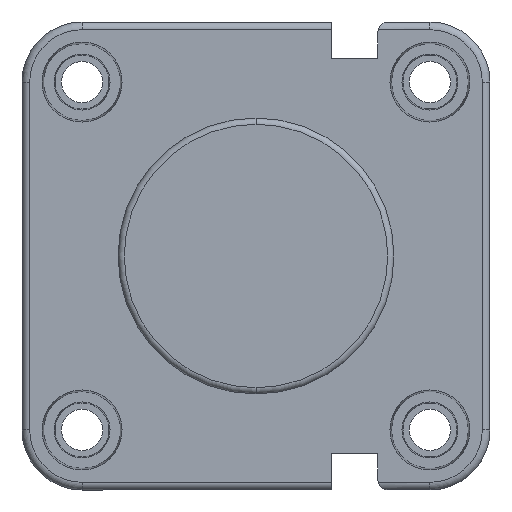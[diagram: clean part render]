
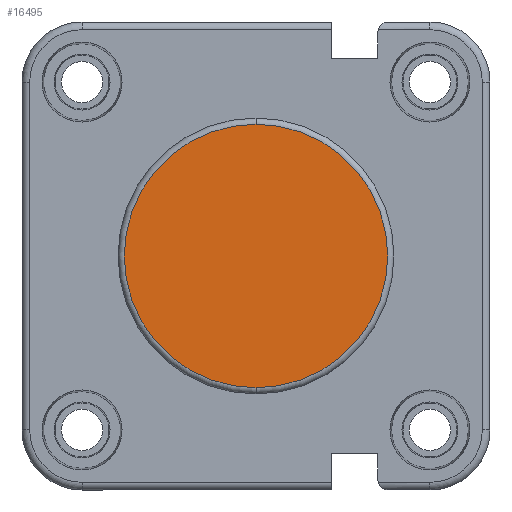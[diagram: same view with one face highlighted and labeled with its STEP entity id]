
A CAD part, left-side view. The second image highlights one B-rep face of the part: STEP entity #16495.
In plain terms, the highlighted planar face has unit normal (-1, 0, 0).
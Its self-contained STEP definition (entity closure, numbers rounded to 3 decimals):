
#288 = DIRECTION ( 'NONE',  ( -1., 0., 0. ) ) ;
#339 = CIRCLE ( 'NONE', #14429, 21.4 ) ;
#351 = PLANE ( 'NONE',  #1656 ) ;
#728 = CARTESIAN_POINT ( 'NONE',  ( 0., 0., -21.4 ) ) ;
#1550 = CARTESIAN_POINT ( 'NONE',  ( 0., 0., 21.4 ) ) ;
#1656 = AXIS2_PLACEMENT_3D ( 'NONE', #1913, #288, #6333 ) ;
#1913 = CARTESIAN_POINT ( 'NONE',  ( 0., 0., 0. ) ) ;
#4513 = ORIENTED_EDGE ( 'NONE', *, *, #15968, .T. ) ;
#4526 = VERTEX_POINT ( 'NONE', #1550 ) ;
#5959 = EDGE_CURVE ( 'NONE', #4526, #10566, #6957, .T. ) ;
#6333 = DIRECTION ( 'NONE',  ( 0., 0., 1. ) ) ;
#6957 = CIRCLE ( 'NONE', #16844, 21.4 ) ;
#7603 = CARTESIAN_POINT ( 'NONE',  ( 0., 0., 0. ) ) ;
#10321 = ORIENTED_EDGE ( 'NONE', *, *, #5959, .T. ) ;
#10566 = VERTEX_POINT ( 'NONE', #728 ) ;
#11058 = FACE_OUTER_BOUND ( 'NONE', #17412, .T. ) ;
#12177 = DIRECTION ( 'NONE',  ( 0., 0., 1. ) ) ;
#12209 = DIRECTION ( 'NONE',  ( -1., 0., 0. ) ) ;
#14429 = AXIS2_PLACEMENT_3D ( 'NONE', #18231, #12209, #16623 ) ;
#15968 = EDGE_CURVE ( 'NONE', #10566, #4526, #339, .T. ) ;
#16495 = ADVANCED_FACE ( 'NONE', ( #11058 ), #351, .T. ) ;
#16623 = DIRECTION ( 'NONE',  ( 0., 0., 1. ) ) ;
#16844 = AXIS2_PLACEMENT_3D ( 'NONE', #7603, #19765, #12177 ) ;
#17412 = EDGE_LOOP ( 'NONE', ( #10321, #4513 ) ) ;
#18231 = CARTESIAN_POINT ( 'NONE',  ( 0., 0., 0. ) ) ;
#19765 = DIRECTION ( 'NONE',  ( -1., 0., 0. ) ) ;
